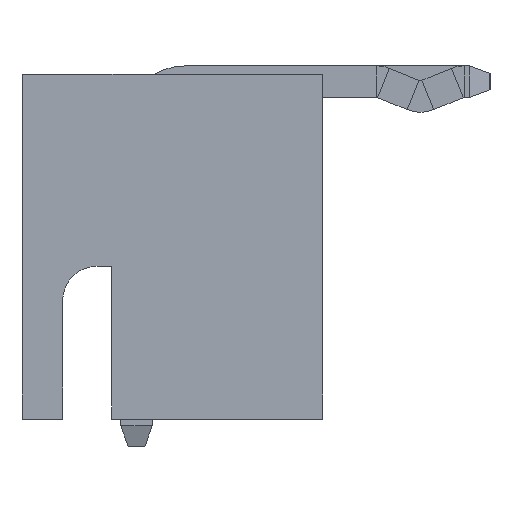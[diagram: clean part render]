
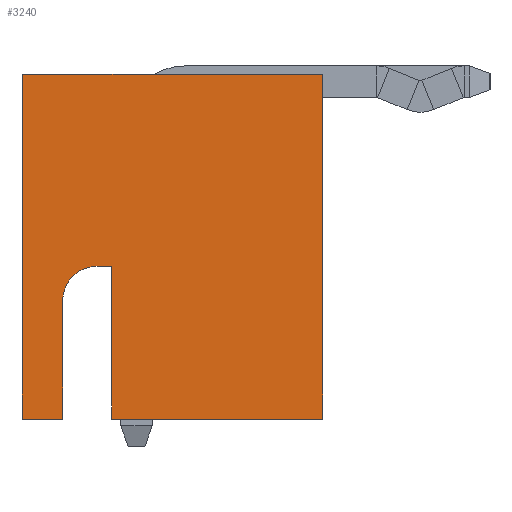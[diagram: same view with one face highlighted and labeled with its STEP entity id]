
A CAD part, left-side view. The second image highlights one B-rep face of the part: STEP entity #3240.
In plain terms, the highlighted face is planar.
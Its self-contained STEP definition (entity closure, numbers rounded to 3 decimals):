
#2037 = VERTEX_POINT('',#2038);
#2038 = CARTESIAN_POINT('',(8.7,6.1,0.));
#2044 = EDGE_CURVE('',#2045,#2037,#2047,.T.);
#2045 = VERTEX_POINT('',#2046);
#2046 = CARTESIAN_POINT('',(8.7,6.1,-7.));
#2047 = LINE('',#2048,#2049);
#2048 = CARTESIAN_POINT('',(8.7,6.1,0.));
#2049 = VECTOR('',#2050,1.);
#2050 = DIRECTION('',(0.,0.,1.));
#3223 = VERTEX_POINT('',#3224);
#3224 = CARTESIAN_POINT('',(8.7,5.275,0.));
#3230 = EDGE_CURVE('',#2037,#3223,#3231,.T.);
#3231 = LINE('',#3232,#3233);
#3232 = CARTESIAN_POINT('',(8.7,0.,0.));
#3233 = VECTOR('',#3234,1.);
#3234 = DIRECTION('',(-0.,-1.,-0.));
#3240 = ADVANCED_FACE('',(#3241),#3308,.F.);
#3241 = FACE_BOUND('',#3242,.F.);
#3242 = EDGE_LOOP('',(#3243,#3244,#3245,#3253,#3261,#3269,#3277,#3285,
    #3293,#3302));
#3243 = ORIENTED_EDGE('',*,*,#3230,.F.);
#3244 = ORIENTED_EDGE('',*,*,#2044,.F.);
#3245 = ORIENTED_EDGE('',*,*,#3246,.F.);
#3246 = EDGE_CURVE('',#3247,#2045,#3249,.T.);
#3247 = VERTEX_POINT('',#3248);
#3248 = CARTESIAN_POINT('',(8.7,5.148,-7.));
#3249 = LINE('',#3250,#3251);
#3250 = CARTESIAN_POINT('',(8.7,0.,-7.));
#3251 = VECTOR('',#3252,1.);
#3252 = DIRECTION('',(0.,1.,0.));
#3253 = ORIENTED_EDGE('',*,*,#3254,.T.);
#3254 = EDGE_CURVE('',#3247,#3255,#3257,.T.);
#3255 = VERTEX_POINT('',#3256);
#3256 = CARTESIAN_POINT('',(8.7,0.,-7.));
#3257 = LINE('',#3258,#3259);
#3258 = CARTESIAN_POINT('',(8.7,6.1,-7.));
#3259 = VECTOR('',#3260,1.);
#3260 = DIRECTION('',(0.,-1.,0.));
#3261 = ORIENTED_EDGE('',*,*,#3262,.F.);
#3262 = EDGE_CURVE('',#3263,#3255,#3265,.T.);
#3263 = VERTEX_POINT('',#3264);
#3264 = CARTESIAN_POINT('',(8.7,0.,0.));
#3265 = LINE('',#3266,#3267);
#3266 = CARTESIAN_POINT('',(8.7,0.,0.));
#3267 = VECTOR('',#3268,1.);
#3268 = DIRECTION('',(0.,0.,-1.));
#3269 = ORIENTED_EDGE('',*,*,#3270,.F.);
#3270 = EDGE_CURVE('',#3271,#3263,#3273,.T.);
#3271 = VERTEX_POINT('',#3272);
#3272 = CARTESIAN_POINT('',(8.7,4.275,0.));
#3273 = LINE('',#3274,#3275);
#3274 = CARTESIAN_POINT('',(8.7,0.,0.));
#3275 = VECTOR('',#3276,1.);
#3276 = DIRECTION('',(-0.,-1.,-0.));
#3277 = ORIENTED_EDGE('',*,*,#3278,.T.);
#3278 = EDGE_CURVE('',#3271,#3279,#3281,.T.);
#3279 = VERTEX_POINT('',#3280);
#3280 = CARTESIAN_POINT('',(8.7,4.275,-3.1));
#3281 = LINE('',#3282,#3283);
#3282 = CARTESIAN_POINT('',(8.7,4.275,-3.1));
#3283 = VECTOR('',#3284,1.);
#3284 = DIRECTION('',(0.,0.,-1.));
#3285 = ORIENTED_EDGE('',*,*,#3286,.T.);
#3286 = EDGE_CURVE('',#3279,#3287,#3289,.T.);
#3287 = VERTEX_POINT('',#3288);
#3288 = CARTESIAN_POINT('',(8.7,4.575,-3.1));
#3289 = LINE('',#3290,#3291);
#3290 = CARTESIAN_POINT('',(8.7,4.575,-3.1));
#3291 = VECTOR('',#3292,1.);
#3292 = DIRECTION('',(0.,1.,0.));
#3293 = ORIENTED_EDGE('',*,*,#3294,.T.);
#3294 = EDGE_CURVE('',#3287,#3295,#3297,.T.);
#3295 = VERTEX_POINT('',#3296);
#3296 = CARTESIAN_POINT('',(8.7,5.275,-2.4));
#3297 = CIRCLE('',#3298,0.7);
#3298 = AXIS2_PLACEMENT_3D('',#3299,#3300,#3301);
#3299 = CARTESIAN_POINT('',(8.7,4.575,-2.4));
#3300 = DIRECTION('',(1.,-0.,0.));
#3301 = DIRECTION('',(0.,0.,-1.));
#3302 = ORIENTED_EDGE('',*,*,#3303,.T.);
#3303 = EDGE_CURVE('',#3295,#3223,#3304,.T.);
#3304 = LINE('',#3305,#3306);
#3305 = CARTESIAN_POINT('',(8.7,5.275,0.));
#3306 = VECTOR('',#3307,1.);
#3307 = DIRECTION('',(0.,0.,1.));
#3308 = PLANE('',#3309);
#3309 = AXIS2_PLACEMENT_3D('',#3310,#3311,#3312);
#3310 = CARTESIAN_POINT('',(8.7,0.,0.));
#3311 = DIRECTION('',(-1.,0.,0.));
#3312 = DIRECTION('',(0.,0.,1.));
